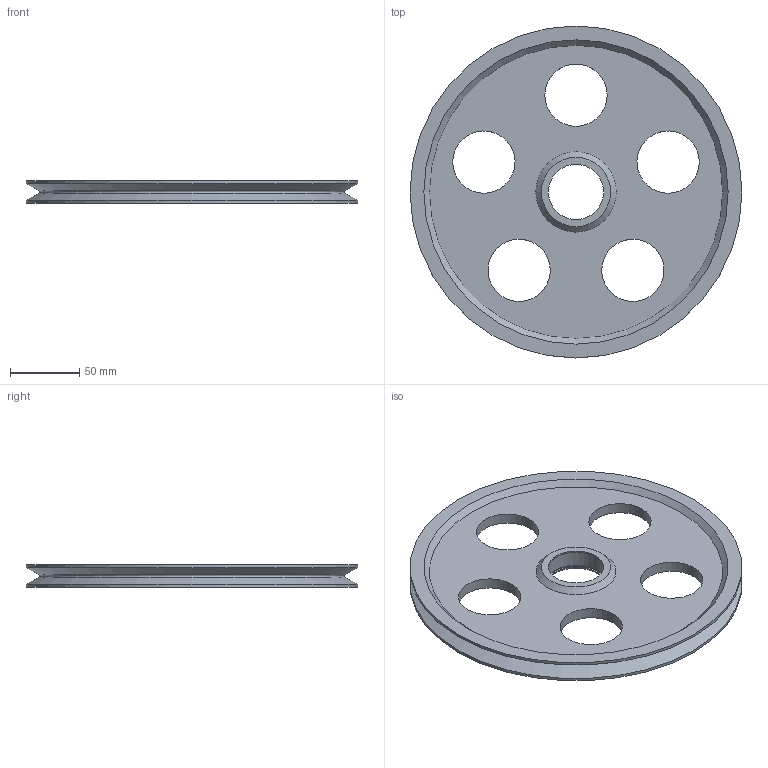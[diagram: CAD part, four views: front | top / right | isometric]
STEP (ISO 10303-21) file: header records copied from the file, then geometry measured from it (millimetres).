
FILE_DESCRIPTION(/* description */ ('Alibre Inc.'),/* implementation_level */ '2;1');
FILE_NAME(/* name */ 'export-CC229D17-AA4E-4D6B-A341-9A7B4CA31684',/* time_stamp */ '2020-10-07T14:34:57+02:00',/* author */ (''),/* organization */ (''),/* preprocessor_version */ 'ST-DEVELOPER v17',/* originating_system */ 'Alibre',/* authorisation */ '');
FILE_SCHEMA (('CONFIG_CONTROL_DESIGN'));
Length unit declared in the file: centimetre
Products named in the file (1): ID_1
Bounding box: 240 x 240 x 16 mm (x, y, z)
Volume: 314928.5 mm3; surface area: 103087.6 mm2
Topology: 1 solids, 1 shells, 27 faces, 54 edges, 36 vertices
Faces by surface type: cylinder 11, plane 9, cone 6, torus 1
Full cylindrical faces by diameter (mm): 40 x1, 42 x2, 44.5 x1, 45 x5, 240 x2
Entity records: 675 total; most frequent: DIRECTION 102, CARTESIAN_POINT 87, ORIENTED_EDGE 64, EDGE_LOOP 64, FACE_BOUND 64, AXIS2_PLACEMENT_3D 55, VERTEX_POINT 32, CIRCLE 32
